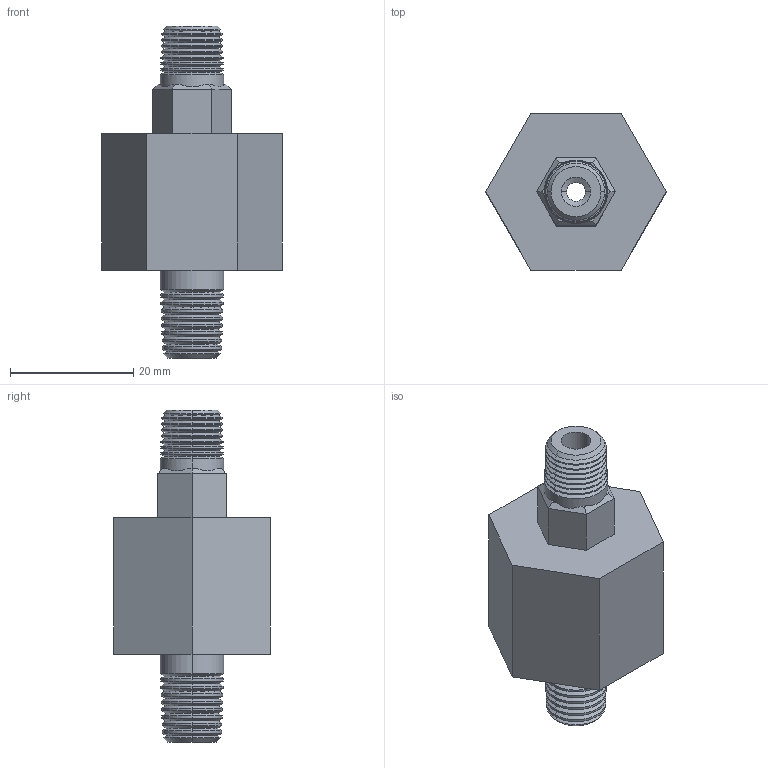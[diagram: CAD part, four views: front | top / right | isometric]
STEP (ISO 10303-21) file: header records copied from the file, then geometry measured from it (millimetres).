
FILE_DESCRIPTION (( 'STEP AP214' ), '1' );
FILE_NAME ('HAVR093HSS.STEP', '2010-01-25T18:36:48', ( 'Valued Customer' ), ( 'Air-Vac Engineering' ), 'SwSTEP 2.0', 'SolidWorks 2008', '' );
FILE_SCHEMA (( 'AUTOMOTIVE_DESIGN' ));
Length unit declared in the file: inch
Products named in the file (5): HAVR038HSSG; HAVRSSG; HAVRSSBNPT; HAVR093HSS; HAVR038SSTB
Assembly tree (4 placements, depth 3):
  HAVR093HSS
    HAVR038SSTB
      HAVRSSBNPT
    HAVR038HSSG
      HAVRSSG
Bounding box: 29.33 x 25.4 x 53.95 mm (x, y, z)
Volume: 13083.8 mm3; surface area: 5870.3 mm2
Topology: 2 solids, 2 shells, 192 faces, 428 edges, 242 vertices
Faces by surface type: cone 135, plane 31, cylinder 26
Entity records: 5452 total; most frequent: DIRECTION 1014, CARTESIAN_POINT 963, ORIENTED_EDGE 856, EDGE_CURVE 428, AXIS2_PLACEMENT_3D 401, VERTEX_POINT 242, VECTOR 212, LINE 212
